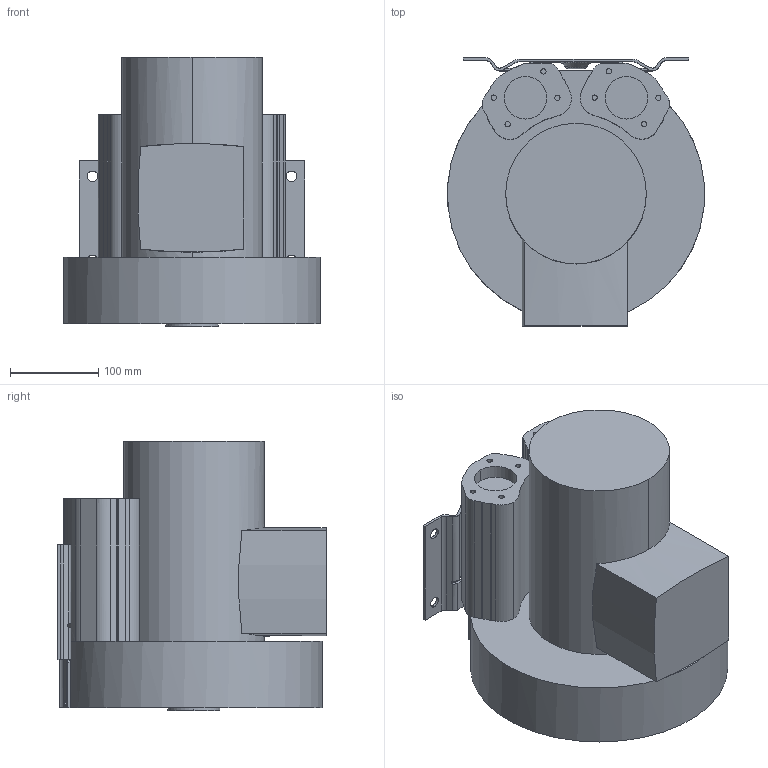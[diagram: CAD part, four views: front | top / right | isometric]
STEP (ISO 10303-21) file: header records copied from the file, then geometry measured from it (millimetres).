
FILE_DESCRIPTION (( 'STEP AP203' ), '1' );
FILE_NAME ('2rb410-1aq17.STEP', '2025-04-25T00:34:44', ( '' ), ( '' ), 'SwSTEP 2.0', 'SolidWorks 2021', '' );
FILE_SCHEMA (( 'CONFIG_CONTROL_DESIGN' ));
Length unit declared in the file: millimetre
Products named in the file (1): 2rb410-1aq17
Bounding box: 290.34 x 303.25 x 304.3 mm (x, y, z)
Volume: 12559927.4 mm3; surface area: 542850.9 mm2
Topology: 1 solids, 1 shells, 242 faces, 667 edges, 438 vertices
Faces by surface type: cylinder 122, plane 94, bspline 20, cone 6
Entity records: 11300 total; most frequent: CARTESIAN_POINT 5015, ORIENTED_EDGE 1334, DIRECTION 1268, EDGE_CURVE 667, AXIS2_PLACEMENT_3D 468, VERTEX_POINT 438, VECTOR 332, LINE 332
